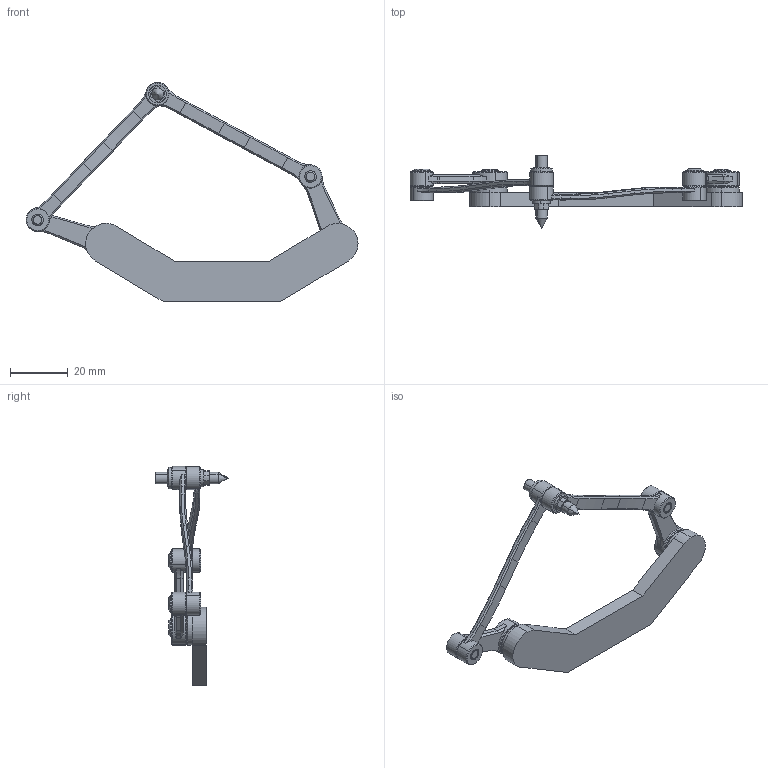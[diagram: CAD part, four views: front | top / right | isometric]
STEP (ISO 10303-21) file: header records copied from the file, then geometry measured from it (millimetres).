
FILE_DESCRIPTION (( 'STEP AP203' ), '1' );
FILE_NAME ('5 Linkages Mechanism.STEP', '2021-10-17T07:26:17', ( '' ), ( '' ), 'SwSTEP 2.0', 'SolidWorks 2019', '' );
FILE_SCHEMA (( 'CONFIG_CONTROL_DESIGN' ));
Length unit declared in the file: millimetre
Products named in the file (8): Link-01; Link-02_Reverse; 5 Linkages Mechanism; Link-02; Base; Pin; Connector; Pen
Assembly tree (9 placements, depth 2):
  5 Linkages Mechanism
    Base
    Link-01  x2
    Link-02
    Link-02_Reverse
    Connector
    Pen
    Pin  x2
Bounding box: 114.61 x 25 x 75.64 mm (x, y, z)
Volume: 11929 mm3; surface area: 9605.3 mm2
Topology: 9 solids, 9 shells, 312 faces, 688 edges, 405 vertices
Faces by surface type: plane 116, cone 104, cylinder 92
Entity records: 8021 total; most frequent: DIRECTION 1329, CARTESIAN_POINT 1306, ORIENTED_EDGE 1132, EDGE_CURVE 566, AXIS2_PLACEMENT_3D 517, VERTEX_POINT 332, VECTOR 295, LINE 295
